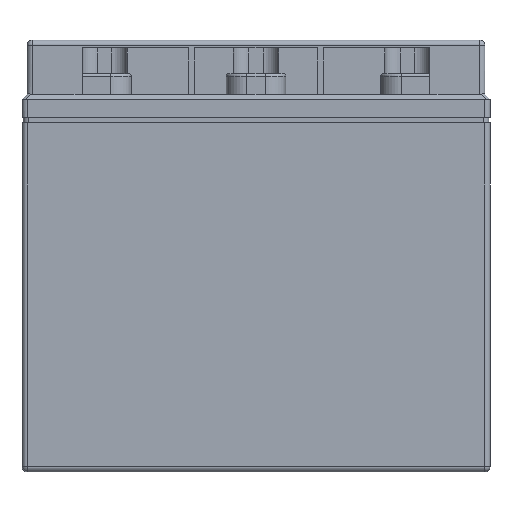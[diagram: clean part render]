
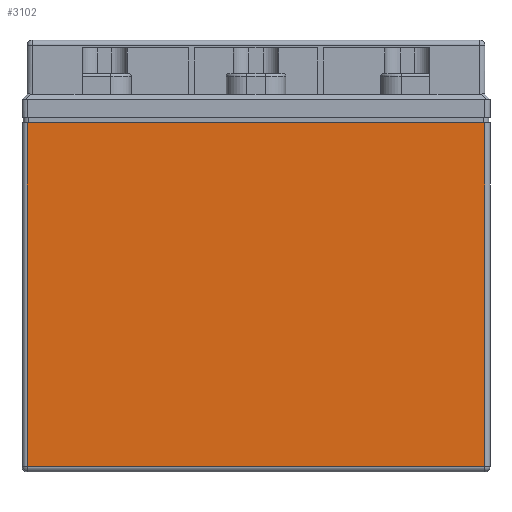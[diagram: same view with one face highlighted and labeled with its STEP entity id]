
A CAD part, front view. The second image highlights one B-rep face of the part: STEP entity #3102.
In plain terms, the highlighted planar face has unit normal (0, -1, 0).
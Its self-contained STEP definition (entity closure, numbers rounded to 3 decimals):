
#70=PLANE('',#3318);
#189=FACE_OUTER_BOUND('',#377,.T.);
#377=EDGE_LOOP('',(#2118,#2119,#2120,#2121));
#575=LINE('',#4673,#885);
#580=LINE('',#4690,#890);
#581=LINE('',#4694,#891);
#582=LINE('',#4695,#892);
#885=VECTOR('',#3678,10.);
#890=VECTOR('',#3699,10.);
#891=VECTOR('',#3704,10.);
#892=VECTOR('',#3705,10.);
#1324=VERTEX_POINT('',#4668);
#1325=VERTEX_POINT('',#4671);
#1329=VERTEX_POINT('',#4689);
#1330=VERTEX_POINT('',#4693);
#1625=EDGE_CURVE('',#1325,#1324,#575,.T.);
#1633=EDGE_CURVE('',#1324,#1329,#580,.T.);
#1635=EDGE_CURVE('',#1330,#1325,#581,.T.);
#1636=EDGE_CURVE('',#1330,#1329,#582,.T.);
#2118=ORIENTED_EDGE('',*,*,#1625,.F.);
#2119=ORIENTED_EDGE('',*,*,#1635,.F.);
#2120=ORIENTED_EDGE('',*,*,#1636,.T.);
#2121=ORIENTED_EDGE('',*,*,#1633,.F.);
#3102=ADVANCED_FACE('',(#189),#70,.T.);
#3318=AXIS2_PLACEMENT_3D('',#4692,#3702,#3703);
#3678=DIRECTION('',(-1.,0.,0.));
#3699=DIRECTION('',(0.,0.,1.));
#3702=DIRECTION('center_axis',(0.,-1.,0.));
#3703=DIRECTION('ref_axis',(1.,0.,0.));
#3704=DIRECTION('',(0.,0.,-1.));
#3705=DIRECTION('',(-1.,0.,0.));
#4668=CARTESIAN_POINT('',(2.,0.,2.));
#4671=CARTESIAN_POINT('',(179.,0.,2.));
#4673=CARTESIAN_POINT('',(45.25,0.,2.));
#4689=CARTESIAN_POINT('',(2.,0.,135.));
#4690=CARTESIAN_POINT('',(2.,0.,0.));
#4692=CARTESIAN_POINT('Origin',(0.,0.,0.));
#4693=CARTESIAN_POINT('',(179.,0.,135.));
#4694=CARTESIAN_POINT('',(179.,0.,0.));
#4695=CARTESIAN_POINT('',(90.5,0.,135.));
